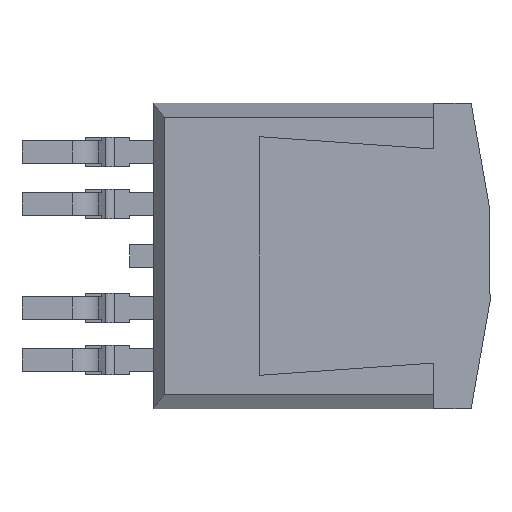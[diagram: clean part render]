
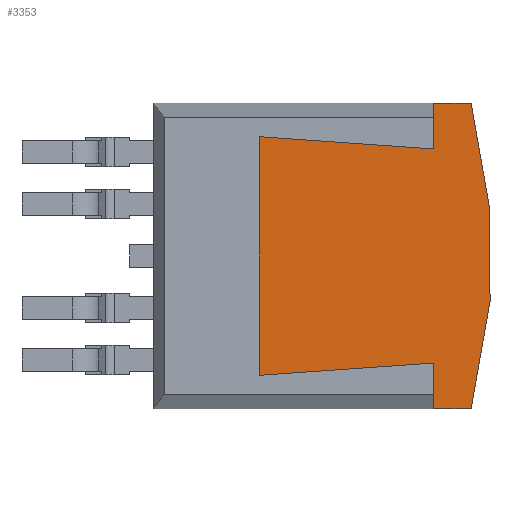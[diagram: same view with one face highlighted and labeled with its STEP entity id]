
A CAD part, front view. The second image highlights one B-rep face of the part: STEP entity #3353.
In plain terms, the highlighted planar face has unit normal (0, -1, 0).
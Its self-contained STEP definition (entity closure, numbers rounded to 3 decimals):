
#34 = VERTEX_POINT ( 'NONE', #3637 ) ;
#180 = DIRECTION ( 'NONE',  ( -0.998, 0., 0.07 ) ) ;
#192 = VERTEX_POINT ( 'NONE', #784 ) ;
#283 = CARTESIAN_POINT ( 'NONE',  ( 7.033, 0., 5. ) ) ;
#295 = ORIENTED_EDGE ( 'NONE', *, *, #3504, .T. ) ;
#319 = ORIENTED_EDGE ( 'NONE', *, *, #2709, .T. ) ;
#335 = ORIENTED_EDGE ( 'NONE', *, *, #566, .T. ) ;
#337 = FACE_OUTER_BOUND ( 'NONE', #3120, .T. ) ;
#400 = DIRECTION ( 'NONE',  ( 0., 0., -1. ) ) ;
#418 = CARTESIAN_POINT ( 'NONE',  ( 7.65, 0., -1.5 ) ) ;
#566 = EDGE_CURVE ( 'NONE', #34, #1724, #2990, .T. ) ;
#591 = VECTOR ( 'NONE', #3675, 1000. ) ;
#623 = CARTESIAN_POINT ( 'NONE',  ( 5.814, 0., -3.5 ) ) ;
#639 = VECTOR ( 'NONE', #3238, 1000. ) ;
#699 = EDGE_CURVE ( 'NONE', #3635, #3526, #904, .T. ) ;
#769 = CARTESIAN_POINT ( 'NONE',  ( 7.033, 0., -5. ) ) ;
#784 = CARTESIAN_POINT ( 'NONE',  ( 0.1, 0., 3.9 ) ) ;
#797 = VERTEX_POINT ( 'NONE', #769 ) ;
#811 = VECTOR ( 'NONE', #969, 1000. ) ;
#812 = ORIENTED_EDGE ( 'NONE', *, *, #1340, .T. ) ;
#837 = EDGE_CURVE ( 'NONE', #797, #3635, #857, .T. ) ;
#857 = LINE ( 'NONE', #1336, #3792 ) ;
#877 = EDGE_CURVE ( 'NONE', #192, #34, #1405, .T. ) ;
#904 = LINE ( 'NONE', #418, #1504 ) ;
#969 = DIRECTION ( 'NONE',  ( -0.174, 0., 0.985 ) ) ;
#1058 = CARTESIAN_POINT ( 'NONE',  ( 0.1, 0., -3.9 ) ) ;
#1075 = LINE ( 'NONE', #1875, #591 ) ;
#1110 = CARTESIAN_POINT ( 'NONE',  ( 5.814, 0., 3.5 ) ) ;
#1209 = CARTESIAN_POINT ( 'NONE',  ( 7.033, 0., 5. ) ) ;
#1253 = CARTESIAN_POINT ( 'NONE',  ( 5.814, 0., -5. ) ) ;
#1336 = CARTESIAN_POINT ( 'NONE',  ( 7.033, 0., -5. ) ) ;
#1340 = EDGE_CURVE ( 'NONE', #1410, #797, #1075, .T. ) ;
#1358 = ORIENTED_EDGE ( 'NONE', *, *, #837, .T. ) ;
#1373 = VERTEX_POINT ( 'NONE', #3328 ) ;
#1379 = CARTESIAN_POINT ( 'NONE',  ( 5.814, 0., 3.5 ) ) ;
#1405 = LINE ( 'NONE', #1058, #1820 ) ;
#1410 = VERTEX_POINT ( 'NONE', #2821 ) ;
#1432 = DIRECTION ( 'NONE',  ( 0., 0., -1. ) ) ;
#1468 = VECTOR ( 'NONE', #180, 1000. ) ;
#1504 = VECTOR ( 'NONE', #2475, 1000. ) ;
#1520 = CARTESIAN_POINT ( 'NONE',  ( 7.65, 0., 1.5 ) ) ;
#1529 = AXIS2_PLACEMENT_3D ( 'NONE', #2392, #2349, #1791 ) ;
#1547 = VECTOR ( 'NONE', #1432, 1000. ) ;
#1608 = EDGE_CURVE ( 'NONE', #1373, #2095, #3074, .T. ) ;
#1710 = EDGE_CURVE ( 'NONE', #3526, #2304, #2724, .T. ) ;
#1724 = VERTEX_POINT ( 'NONE', #623 ) ;
#1791 = DIRECTION ( 'NONE',  ( 1., 0., 0. ) ) ;
#1799 = CARTESIAN_POINT ( 'NONE',  ( 7.033, 0., 5. ) ) ;
#1820 = VECTOR ( 'NONE', #1956, 1000. ) ;
#1875 = CARTESIAN_POINT ( 'NONE',  ( 7.033, 0., -5. ) ) ;
#1956 = DIRECTION ( 'NONE',  ( 0., 0., -1. ) ) ;
#2049 = DIRECTION ( 'NONE',  ( -1., 0., 0. ) ) ;
#2095 = VERTEX_POINT ( 'NONE', #1110 ) ;
#2169 = EDGE_CURVE ( 'NONE', #2304, #1373, #2935, .T. ) ;
#2217 = ORIENTED_EDGE ( 'NONE', *, *, #699, .T. ) ;
#2224 = ORIENTED_EDGE ( 'NONE', *, *, #877, .T. ) ;
#2275 = ORIENTED_EDGE ( 'NONE', *, *, #1710, .T. ) ;
#2291 = LINE ( 'NONE', #1379, #1468 ) ;
#2304 = VERTEX_POINT ( 'NONE', #1209 ) ;
#2349 = DIRECTION ( 'NONE',  ( 0., -1., 0. ) ) ;
#2356 = CARTESIAN_POINT ( 'NONE',  ( 5.814, 0., 5. ) ) ;
#2392 = CARTESIAN_POINT ( 'NONE',  ( 0., 0., 0. ) ) ;
#2475 = DIRECTION ( 'NONE',  ( 0., 0., 1. ) ) ;
#2626 = ORIENTED_EDGE ( 'NONE', *, *, #2169, .T. ) ;
#2656 = PLANE ( 'NONE',  #1529 ) ;
#2703 = LINE ( 'NONE', #1253, #3287 ) ;
#2709 = EDGE_CURVE ( 'NONE', #2095, #192, #2291, .T. ) ;
#2724 = LINE ( 'NONE', #1799, #811 ) ;
#2736 = CARTESIAN_POINT ( 'NONE',  ( 7.65, 0., -1.5 ) ) ;
#2821 = CARTESIAN_POINT ( 'NONE',  ( 5.814, 0., -5. ) ) ;
#2918 = ORIENTED_EDGE ( 'NONE', *, *, #1608, .T. ) ;
#2935 = LINE ( 'NONE', #283, #3015 ) ;
#2990 = LINE ( 'NONE', #3580, #639 ) ;
#3015 = VECTOR ( 'NONE', #2049, 1000. ) ;
#3074 = LINE ( 'NONE', #2356, #1547 ) ;
#3120 = EDGE_LOOP ( 'NONE', ( #1358, #2217, #2275, #2626, #2918, #319, #2224, #335, #295, #812 ) ) ;
#3238 = DIRECTION ( 'NONE',  ( 0.998, 0., 0.07 ) ) ;
#3287 = VECTOR ( 'NONE', #400, 1000. ) ;
#3328 = CARTESIAN_POINT ( 'NONE',  ( 5.814, 0., 5. ) ) ;
#3353 = ADVANCED_FACE ( 'NONE', ( #337 ), #2656, .T. ) ;
#3504 = EDGE_CURVE ( 'NONE', #1724, #1410, #2703, .T. ) ;
#3526 = VERTEX_POINT ( 'NONE', #1520 ) ;
#3580 = CARTESIAN_POINT ( 'NONE',  ( 5.814, 0., -3.5 ) ) ;
#3635 = VERTEX_POINT ( 'NONE', #2736 ) ;
#3637 = CARTESIAN_POINT ( 'NONE',  ( 0.1, 0., -3.9 ) ) ;
#3675 = DIRECTION ( 'NONE',  ( 1., 0., 0. ) ) ;
#3678 = DIRECTION ( 'NONE',  ( 0.174, 0., 0.985 ) ) ;
#3792 = VECTOR ( 'NONE', #3678, 1000. ) ;
